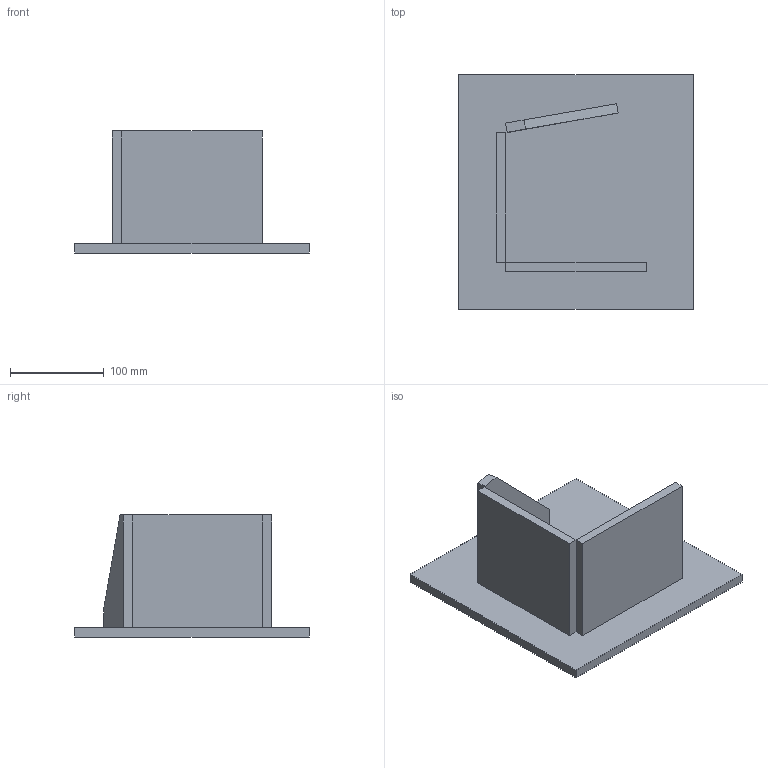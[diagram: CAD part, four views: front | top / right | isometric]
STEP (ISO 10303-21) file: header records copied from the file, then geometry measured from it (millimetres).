
FILE_DESCRIPTION (( 'STEP AP203' ), '1' );
FILE_NAME ('Workpiece_Automatica2016_dev.STEP', '2016-06-16T16:00:43', ( 'Fraunhofer Gesellschaft' ), ( 'Fraunhofer Gesellschaft' ), 'SwSTEP 2.0', 'SolidWorks 2015', '' );
FILE_SCHEMA (( 'CONFIG_CONTROL_DESIGN' ));
Length unit declared in the file: millimetre
Products named in the file (5): Workpiece_Automatica2016_dev; Part1; Wall3; Wall1; Wall2
Assembly tree (4 placements, depth 2):
  Workpiece_Automatica2016_dev
    Part1
    Wall1
    Wall2
    Wall3
Bounding box: 250 x 250 x 130 mm (x, y, z)
Volume: 1064600 mm3; surface area: 237694.2 mm2
Topology: 4 solids, 4 shells, 25 faces, 51 edges, 34 vertices
Faces by surface type: plane 25
Entity records: 1168 total; most frequent: CARTESIAN_POINT 117, DIRECTION 115, ORIENTED_EDGE 102, LINE 51, EDGE_CURVE 51, VECTOR 51, PERSON_AND_ORGANIZATION 44, VERTEX_POINT 34
